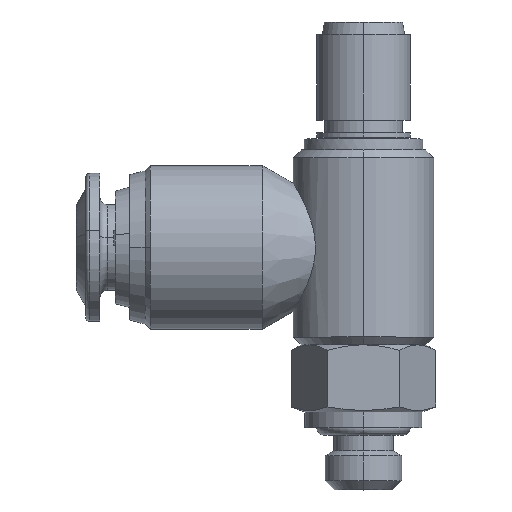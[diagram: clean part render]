
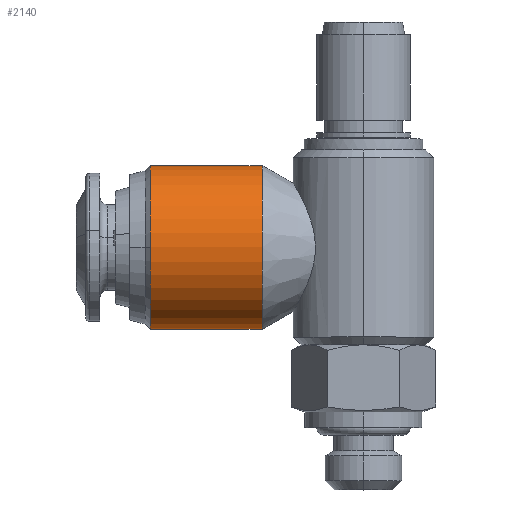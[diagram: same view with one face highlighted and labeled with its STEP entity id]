
A CAD part, top view. The second image highlights one B-rep face of the part: STEP entity #2140.
In plain terms, the highlighted cylindrical face has radius 5.25 mm (diameter 10.5 mm), a partial arc.
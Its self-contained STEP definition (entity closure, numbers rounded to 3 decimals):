
#250 = CARTESIAN_POINT ( 'NONE',  ( -13.668, 15.55, 0. ) ) ;
#251 = DIRECTION ( 'NONE',  ( 1., 0., 0. ) ) ;
#252 = DIRECTION ( 'NONE',  ( 0., 0., 1. ) ) ;
#580 = FACE_OUTER_BOUND ( 'NONE', #870, .T. ) ;
#590 = CYLINDRICAL_SURFACE ( 'NONE', #2201, 5.25 ) ;
#649 = CIRCLE ( 'NONE', #2239, 5.25 ) ;
#657 = LINE ( 'NONE', #2925, #660 ) ;
#659 = CIRCLE ( 'NONE', #2240, 5.25 ) ;
#660 = VECTOR ( 'NONE', #2926, 1000. ) ;
#661 = LINE ( 'NONE', #2887, #663 ) ;
#663 = VECTOR ( 'NONE', #2888, 1000. ) ;
#730 = CARTESIAN_POINT ( 'NONE',  ( -13.668, 20.8, 0. ) ) ;
#746 = CARTESIAN_POINT ( 'NONE',  ( -13.668, 10.3, 0. ) ) ;
#790 = CARTESIAN_POINT ( 'NONE',  ( -6.5, 10.3, 0. ) ) ;
#870 = EDGE_LOOP ( 'NONE', ( #1888, #1889, #1890, #1891, #1892 ) ) ;
#941 = VERTEX_POINT ( 'NONE', #1273 ) ;
#1001 = VERTEX_POINT ( 'NONE', #1229 ) ;
#1037 = VERTEX_POINT ( 'NONE', #790 ) ;
#1084 = VERTEX_POINT ( 'NONE', #746 ) ;
#1100 = VERTEX_POINT ( 'NONE', #730 ) ;
#1229 = CARTESIAN_POINT ( 'NONE',  ( -6.5, 20.8, 0. ) ) ;
#1273 = CARTESIAN_POINT ( 'NONE',  ( -13.668, 15.55, 5.25 ) ) ;
#1628 = EDGE_CURVE ( 'NONE', #941, #1084, #2051, .T. ) ;
#1888 = ORIENTED_EDGE ( 'NONE', *, *, #2394, .T. ) ;
#1889 = ORIENTED_EDGE ( 'NONE', *, *, #2399, .T. ) ;
#1890 = ORIENTED_EDGE ( 'NONE', *, *, #2400, .T. ) ;
#1891 = ORIENTED_EDGE ( 'NONE', *, *, #1628, .T. ) ;
#1892 = ORIENTED_EDGE ( 'NONE', *, *, #2401, .F. ) ;
#2051 = CIRCLE ( 'NONE', #2352, 5.25 ) ;
#2140 = ADVANCED_FACE ( 'NONE', ( #580 ), #590, .T. ) ;
#2201 = AXIS2_PLACEMENT_3D ( 'NONE', #3595, #3602, #3601 ) ;
#2239 = AXIS2_PLACEMENT_3D ( 'NONE', #2883, #2884, #2885 ) ;
#2240 = AXIS2_PLACEMENT_3D ( 'NONE', #2928, #2929, #2930 ) ;
#2352 = AXIS2_PLACEMENT_3D ( 'NONE', #250, #251, #252 ) ;
#2394 = EDGE_CURVE ( 'NONE', #1037, #1001, #649, .T. ) ;
#2399 = EDGE_CURVE ( 'NONE', #1001, #1100, #657, .T. ) ;
#2400 = EDGE_CURVE ( 'NONE', #1100, #941, #659, .T. ) ;
#2401 = EDGE_CURVE ( 'NONE', #1037, #1084, #661, .T. ) ;
#2883 = CARTESIAN_POINT ( 'NONE',  ( -6.5, 15.55, 0. ) ) ;
#2884 = DIRECTION ( 'NONE',  ( -1., 0., 0. ) ) ;
#2885 = DIRECTION ( 'NONE',  ( 0., -1., 0. ) ) ;
#2887 = CARTESIAN_POINT ( 'NONE',  ( -21.5, 10.3, 0. ) ) ;
#2888 = DIRECTION ( 'NONE',  ( -1., 0., 0. ) ) ;
#2925 = CARTESIAN_POINT ( 'NONE',  ( -21.5, 20.8, 0. ) ) ;
#2926 = DIRECTION ( 'NONE',  ( -1., 0., 0. ) ) ;
#2928 = CARTESIAN_POINT ( 'NONE',  ( -13.668, 15.55, 0. ) ) ;
#2929 = DIRECTION ( 'NONE',  ( 1., 0., 0. ) ) ;
#2930 = DIRECTION ( 'NONE',  ( 0., 0., 1. ) ) ;
#3595 = CARTESIAN_POINT ( 'NONE',  ( -21.5, 15.55, 0. ) ) ;
#3601 = DIRECTION ( 'NONE',  ( 0., -1., 0. ) ) ;
#3602 = DIRECTION ( 'NONE',  ( -1., 0., 0. ) ) ;
